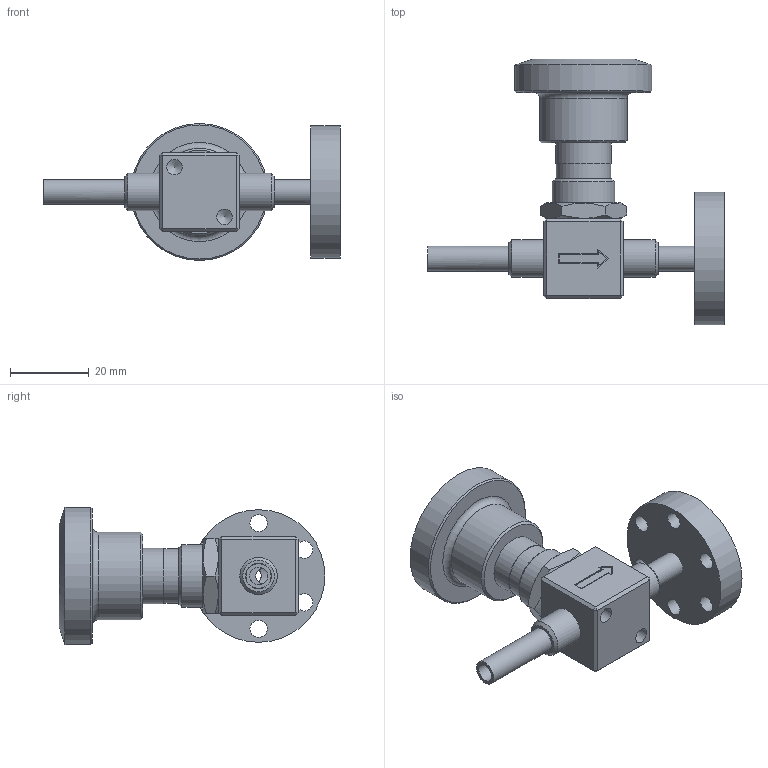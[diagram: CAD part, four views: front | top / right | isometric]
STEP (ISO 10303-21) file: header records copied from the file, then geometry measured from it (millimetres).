
FILE_DESCRIPTION(/* description */ (''),/* implementation_level */ '2;1');
FILE_NAME(/* name */ '9100105c.stp',/* time_stamp */ '2019-07-11T10:30:06-04:00',/* author */ ('Glen_C'),/* organization */ (''),/* preprocessor_version */ 'ST-DEVELOPER v16.13',/* originating_system */ 'Autodesk Inventor 2018',/* authorisation */ '');
FILE_SCHEMA (('AUTOMOTIVE_DESIGN { 1 0 10303 214 3 1 1 }'));
Length unit declared in the file: inch
Products named in the file (1): 9100105_S
Bounding box: 75.64 x 67.69 x 34.92 mm (x, y, z)
Volume: 26313.7 mm3; surface area: 14659.1 mm2
Topology: 2 solids, 2 shells, 127 faces, 293 edges, 182 vertices
Faces by surface type: plane 83, cylinder 31, cone 12, torus 1
Full cylindrical faces by diameter (mm): 3.937 x2, 3.962 x2, 4.394 x6, 4.572 x2, 6.35 x2, 6.401 x1, 6.553 x2, 9.525 x2, 10.922 x1, 11.176 x1, 12.903 x1, 13.843 x1, 14.122 x1, 15.875 x1, 18.288 x1, 21.387 x1, 22.225 x1, 25.908 x1, 33.782 x1, 34.925 x1
Entity records: 3489 total; most frequent: CARTESIAN_POINT 625, DIRECTION 561, ORIENTED_EDGE 462, EDGE_CURVE 231, AXIS2_PLACEMENT_3D 218, EDGE_LOOP 203, VERTEX_POINT 164, STYLED_ITEM 129
